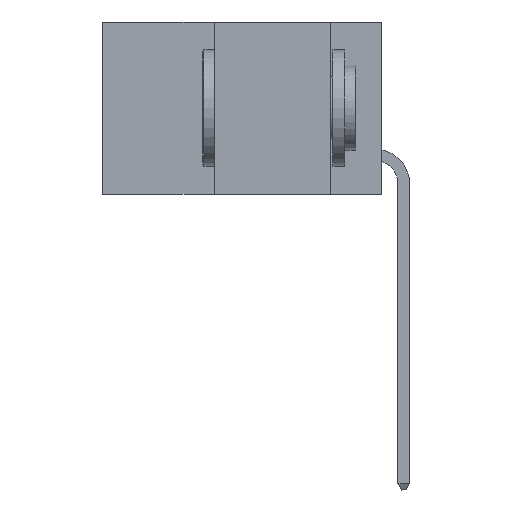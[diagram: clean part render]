
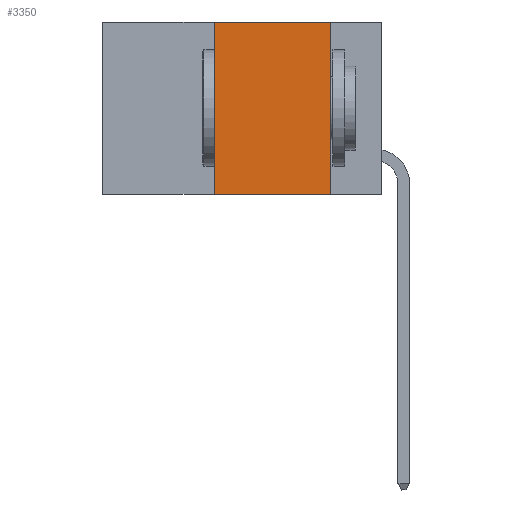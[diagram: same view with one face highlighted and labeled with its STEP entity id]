
A CAD part, left-side view. The second image highlights one B-rep face of the part: STEP entity #3350.
In plain terms, the highlighted planar face has unit normal (-1, 0, 0).
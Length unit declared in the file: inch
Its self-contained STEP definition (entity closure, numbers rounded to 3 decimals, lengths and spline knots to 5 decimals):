
#463 = CARTESIAN_POINT ( 'NONE',  ( 0., 0.36, 0. ) ) ;
#566 = ORIENTED_EDGE ( 'NONE', *, *, #2819, .F. ) ;
#772 = VECTOR ( 'NONE', #1417, 39.37008 ) ;
#849 = DIRECTION ( 'NONE',  ( 0., -1., 0. ) ) ;
#1417 = DIRECTION ( 'NONE',  ( 0., 0., 1. ) ) ;
#1577 = ORIENTED_EDGE ( 'NONE', *, *, #3016, .T. ) ;
#2609 = CARTESIAN_POINT ( 'NONE',  ( 0., 0.6, 0. ) ) ;
#2768 = VECTOR ( 'NONE', #849, 39.37008 ) ;
#2819 = EDGE_CURVE ( 'NONE', #7301, #4836, #8359, .T. ) ;
#3016 = EDGE_CURVE ( 'NONE', #7301, #4997, #4873, .T. ) ;
#3066 = EDGE_CURVE ( 'NONE', #3508, #4997, #9432, .T. ) ;
#3244 = FACE_OUTER_BOUND ( 'NONE', #7217, .T. ) ;
#3350 = ADVANCED_FACE ( 'NONE', ( #3244 ), #3507, .F. ) ;
#3507 = PLANE ( 'NONE',  #4888 ) ;
#3508 = VERTEX_POINT ( 'NONE', #6242 ) ;
#4441 = ORIENTED_EDGE ( 'NONE', *, *, #4844, .F. ) ;
#4836 = VERTEX_POINT ( 'NONE', #9153 ) ;
#4843 = DIRECTION ( 'NONE',  ( 0., 0., -1. ) ) ;
#4844 = EDGE_CURVE ( 'NONE', #4836, #3508, #7200, .T. ) ;
#4873 = LINE ( 'NONE', #4917, #2768 ) ;
#4888 = AXIS2_PLACEMENT_3D ( 'NONE', #2609, #8164, #8925 ) ;
#4917 = CARTESIAN_POINT ( 'NONE',  ( 0., 0.6, -0.37 ) ) ;
#4997 = VERTEX_POINT ( 'NONE', #6836 ) ;
#5166 = DIRECTION ( 'NONE',  ( 0., -1., 0. ) ) ;
#5235 = ORIENTED_EDGE ( 'NONE', *, *, #3066, .F. ) ;
#6097 = VECTOR ( 'NONE', #5166, 39.37008 ) ;
#6242 = CARTESIAN_POINT ( 'NONE',  ( 0., 0.11, 0. ) ) ;
#6435 = CARTESIAN_POINT ( 'NONE',  ( 0., 0.11, 0. ) ) ;
#6836 = CARTESIAN_POINT ( 'NONE',  ( 0., 0.11, -0.37 ) ) ;
#7200 = LINE ( 'NONE', #9117, #6097 ) ;
#7217 = EDGE_LOOP ( 'NONE', ( #5235, #4441, #566, #1577 ) ) ;
#7301 = VERTEX_POINT ( 'NONE', #8667 ) ;
#8164 = DIRECTION ( 'NONE',  ( 1., 0., 0. ) ) ;
#8359 = LINE ( 'NONE', #463, #772 ) ;
#8667 = CARTESIAN_POINT ( 'NONE',  ( 0., 0.36, -0.37 ) ) ;
#8925 = DIRECTION ( 'NONE',  ( 0., 0., -1. ) ) ;
#9117 = CARTESIAN_POINT ( 'NONE',  ( 0., 0.6, 0. ) ) ;
#9153 = CARTESIAN_POINT ( 'NONE',  ( 0., 0.36, 0. ) ) ;
#9432 = LINE ( 'NONE', #6435, #9810 ) ;
#9810 = VECTOR ( 'NONE', #4843, 39.37008 ) ;
